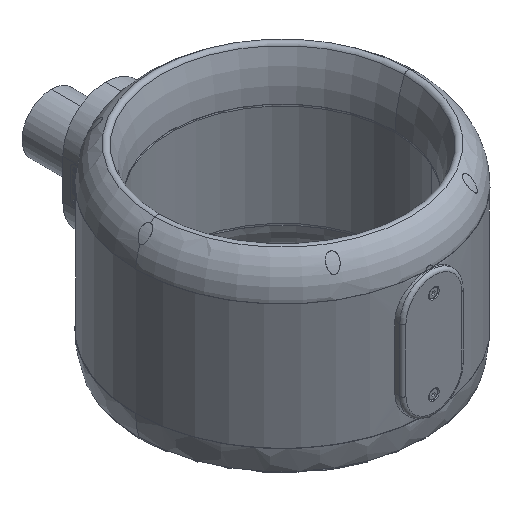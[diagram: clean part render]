
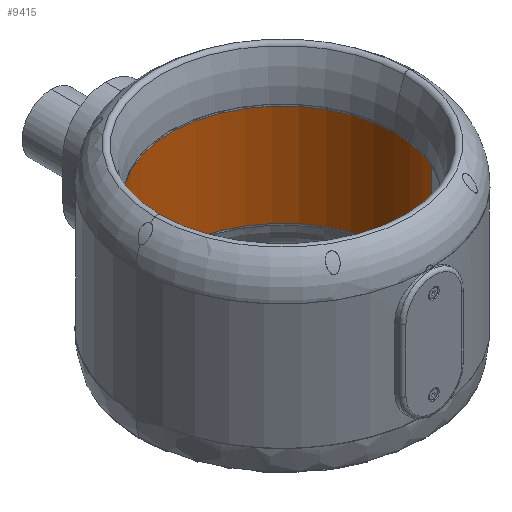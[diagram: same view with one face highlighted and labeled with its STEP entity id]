
A CAD part, isometric view. The second image highlights one B-rep face of the part: STEP entity #9415.
In plain terms, the highlighted cylindrical face has radius 145 mm (diameter 290 mm), a partial arc.
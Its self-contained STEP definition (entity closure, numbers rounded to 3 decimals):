
#257 = VERTEX_POINT ( 'NONE', #20681 ) ;
#384 = EDGE_CURVE ( 'NONE', #257, #9217, #6597, .T. ) ;
#547 = VERTEX_POINT ( 'NONE', #2290 ) ;
#1170 = CIRCLE ( 'NONE', #15947, 145. ) ;
#1398 = EDGE_CURVE ( 'NONE', #547, #22387, #1170, .T. ) ;
#1462 = DIRECTION ( 'NONE',  ( 0., 0., 1. ) ) ;
#1911 = LINE ( 'NONE', #13943, #8366 ) ;
#2152 = CARTESIAN_POINT ( 'NONE',  ( 145., 0., 65.413 ) ) ;
#2290 = CARTESIAN_POINT ( 'NONE',  ( 132.332, -59.274, -65.525 ) ) ;
#3206 = CARTESIAN_POINT ( 'NONE',  ( 0., 0., 65.413 ) ) ;
#3341 = DIRECTION ( 'NONE',  ( 1., 0., 0. ) ) ;
#3684 = CARTESIAN_POINT ( 'NONE',  ( 0., 0., -65.525 ) ) ;
#4901 = FACE_OUTER_BOUND ( 'NONE', #25170, .T. ) ;
#5035 = CYLINDRICAL_SURFACE ( 'NONE', #11534, 145. ) ;
#5187 = VERTEX_POINT ( 'NONE', #24012 ) ;
#5332 = ORIENTED_EDGE ( 'NONE', *, *, #1398, .F. ) ;
#5433 = LINE ( 'NONE', #5953, #10602 ) ;
#5607 = DIRECTION ( 'NONE',  ( 0., 0., 1. ) ) ;
#5953 = CARTESIAN_POINT ( 'NONE',  ( 132.332, -59.274, -64.25 ) ) ;
#6043 = CARTESIAN_POINT ( 'NONE',  ( -132.332, 59.274, -65.525 ) ) ;
#6142 = EDGE_CURVE ( 'NONE', #547, #257, #5433, .T. ) ;
#6162 = EDGE_CURVE ( 'NONE', #22387, #17575, #20723, .T. ) ;
#6597 = CIRCLE ( 'NONE', #21376, 145. ) ;
#7230 = AXIS2_PLACEMENT_3D ( 'NONE', #3684, #9914, #17971 ) ;
#8095 = CIRCLE ( 'NONE', #8943, 145. ) ;
#8366 = VECTOR ( 'NONE', #11707, 1000. ) ;
#8943 = AXIS2_PLACEMENT_3D ( 'NONE', #3206, #21186, #9936 ) ;
#9217 = VERTEX_POINT ( 'NONE', #2152 ) ;
#9415 = ADVANCED_FACE ( 'NONE', ( #4901 ), #5035, .F. ) ;
#9593 = ORIENTED_EDGE ( 'NONE', *, *, #6142, .T. ) ;
#9914 = DIRECTION ( 'NONE',  ( 0., 0., 1. ) ) ;
#9936 = DIRECTION ( 'NONE',  ( 1., 0., 0. ) ) ;
#10602 = VECTOR ( 'NONE', #1462, 1000. ) ;
#11534 = AXIS2_PLACEMENT_3D ( 'NONE', #17334, #12843, #21171 ) ;
#11707 = DIRECTION ( 'NONE',  ( 0., 0., 1. ) ) ;
#12843 = DIRECTION ( 'NONE',  ( 0., 0., 1. ) ) ;
#13943 = CARTESIAN_POINT ( 'NONE',  ( -132.332, 59.274, -64.25 ) ) ;
#15744 = EDGE_CURVE ( 'NONE', #9217, #5187, #8095, .T. ) ;
#15947 = AXIS2_PLACEMENT_3D ( 'NONE', #19715, #21449, #3341 ) ;
#17334 = CARTESIAN_POINT ( 'NONE',  ( 0., 0., -64.25 ) ) ;
#17508 = DIRECTION ( 'NONE',  ( 1., 0., 0. ) ) ;
#17575 = VERTEX_POINT ( 'NONE', #6043 ) ;
#17971 = DIRECTION ( 'NONE',  ( 1., 0., 0. ) ) ;
#18345 = ORIENTED_EDGE ( 'NONE', *, *, #6162, .F. ) ;
#19715 = CARTESIAN_POINT ( 'NONE',  ( 0., 0., -65.525 ) ) ;
#20681 = CARTESIAN_POINT ( 'NONE',  ( 132.332, -59.274, 65.413 ) ) ;
#20723 = CIRCLE ( 'NONE', #7230, 145. ) ;
#21171 = DIRECTION ( 'NONE',  ( -0.913, 0.409, 0. ) ) ;
#21186 = DIRECTION ( 'NONE',  ( 0., 0., 1. ) ) ;
#21376 = AXIS2_PLACEMENT_3D ( 'NONE', #23705, #5607, #17508 ) ;
#21449 = DIRECTION ( 'NONE',  ( 0., 0., 1. ) ) ;
#22387 = VERTEX_POINT ( 'NONE', #25521 ) ;
#23365 = ORIENTED_EDGE ( 'NONE', *, *, #15744, .T. ) ;
#23705 = CARTESIAN_POINT ( 'NONE',  ( 0., 0., 65.413 ) ) ;
#24012 = CARTESIAN_POINT ( 'NONE',  ( -132.332, 59.274, 65.413 ) ) ;
#24599 = ORIENTED_EDGE ( 'NONE', *, *, #384, .T. ) ;
#24972 = ORIENTED_EDGE ( 'NONE', *, *, #25331, .F. ) ;
#25170 = EDGE_LOOP ( 'NONE', ( #5332, #9593, #24599, #23365, #24972, #18345 ) ) ;
#25331 = EDGE_CURVE ( 'NONE', #17575, #5187, #1911, .T. ) ;
#25521 = CARTESIAN_POINT ( 'NONE',  ( 145., 0., -65.525 ) ) ;
